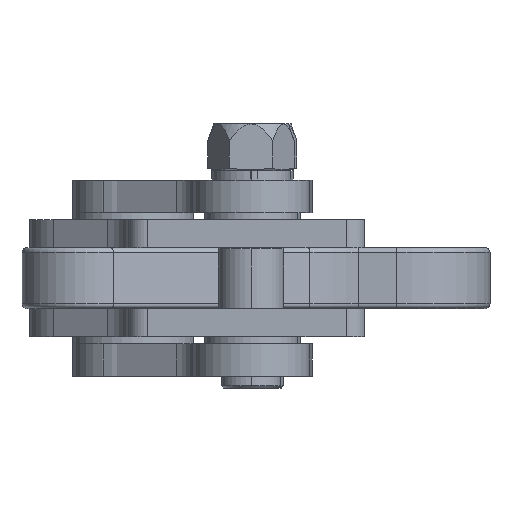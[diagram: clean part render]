
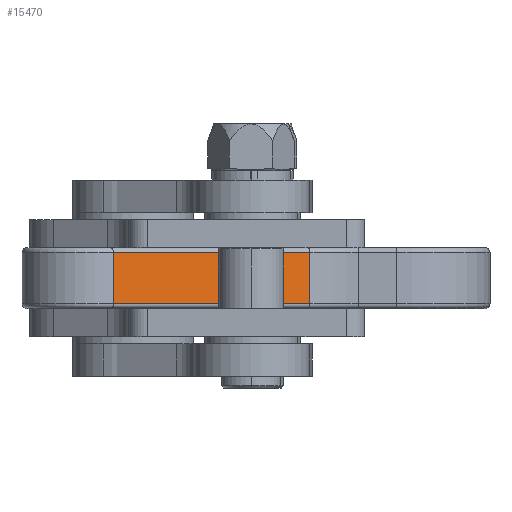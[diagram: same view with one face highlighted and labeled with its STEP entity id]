
A CAD part, front view. The second image highlights one B-rep face of the part: STEP entity #15470.
In plain terms, the highlighted face is planar.
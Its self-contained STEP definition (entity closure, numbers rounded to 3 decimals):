
#2 = VERTEX_POINT ( 'NONE', #3386 ) ;
#2630 = AXIS2_PLACEMENT_3D ( 'NONE', #7475, #7480, #7481 ) ;
#3386 = CARTESIAN_POINT ( 'NONE',  ( 34.953, -66.729, -5.5 ) ) ;
#5428 = VERTEX_POINT ( 'NONE', #24060 ) ;
#5680 = FACE_OUTER_BOUND ( 'NONE', #19676, .T. ) ;
#6363 = LINE ( 'NONE', #10286, #6367 ) ;
#6366 = LINE ( 'NONE', #10291, #6377 ) ;
#6367 = VECTOR ( 'NONE', #10292, 1000. ) ;
#6377 = VECTOR ( 'NONE', #10302, 1000. ) ;
#6400 = LINE ( 'NONE', #10332, #6402 ) ;
#6402 = VECTOR ( 'NONE', #10333, 1000. ) ;
#6410 = LINE ( 'NONE', #10350, #6412 ) ;
#6412 = VECTOR ( 'NONE', #10351, 1000. ) ;
#7475 = CARTESIAN_POINT ( 'NONE',  ( -6.441, -41.857, 6.5 ) ) ;
#7477 = PLANE ( 'NONE',  #2630 ) ;
#7480 = DIRECTION ( 'NONE',  ( 0.515, 0.857, 0. ) ) ;
#7481 = DIRECTION ( 'NONE',  ( -0.857, 0.515, 0. ) ) ;
#7605 = CARTESIAN_POINT ( 'NONE',  ( -6.441, -41.857, -5.5 ) ) ;
#8097 = VERTEX_POINT ( 'NONE', #24144 ) ;
#10286 = CARTESIAN_POINT ( 'NONE',  ( 34.953, -66.729, 6.5 ) ) ;
#10291 = CARTESIAN_POINT ( 'NONE',  ( -6.441, -41.857, 6.5 ) ) ;
#10292 = DIRECTION ( 'NONE',  ( 0., 0., -1. ) ) ;
#10302 = DIRECTION ( 'NONE',  ( 0., 0., -1. ) ) ;
#10332 = CARTESIAN_POINT ( 'NONE',  ( -6.441, -41.857, -5.5 ) ) ;
#10333 = DIRECTION ( 'NONE',  ( 0.857, -0.515, 0. ) ) ;
#10350 = CARTESIAN_POINT ( 'NONE',  ( -6.441, -41.857, 5.5 ) ) ;
#10351 = DIRECTION ( 'NONE',  ( -0.857, 0.515, 0. ) ) ;
#15470 = ADVANCED_FACE ( 'NONE', ( #5680 ), #7477, .F. ) ;
#15561 = VERTEX_POINT ( 'NONE', #7605 ) ;
#17713 = EDGE_CURVE ( 'NONE', #5428, #2, #6363, .T. ) ;
#17718 = EDGE_CURVE ( 'NONE', #8097, #15561, #6366, .T. ) ;
#17734 = EDGE_CURVE ( 'NONE', #15561, #2, #6400, .T. ) ;
#17741 = EDGE_CURVE ( 'NONE', #5428, #8097, #6410, .T. ) ;
#19255 = ORIENTED_EDGE ( 'NONE', *, *, #17713, .F. ) ;
#19260 = ORIENTED_EDGE ( 'NONE', *, *, #17734, .T. ) ;
#19274 = ORIENTED_EDGE ( 'NONE', *, *, #17741, .T. ) ;
#19293 = ORIENTED_EDGE ( 'NONE', *, *, #17718, .T. ) ;
#19676 = EDGE_LOOP ( 'NONE', ( #19293, #19260, #19255, #19274 ) ) ;
#24060 = CARTESIAN_POINT ( 'NONE',  ( 34.953, -66.729, 5.5 ) ) ;
#24144 = CARTESIAN_POINT ( 'NONE',  ( -6.441, -41.857, 5.5 ) ) ;
